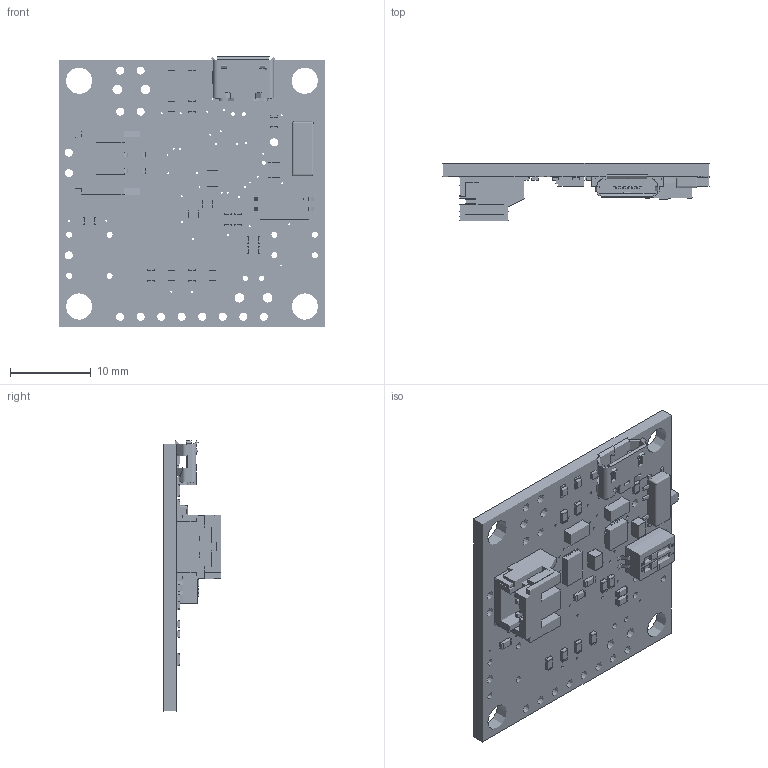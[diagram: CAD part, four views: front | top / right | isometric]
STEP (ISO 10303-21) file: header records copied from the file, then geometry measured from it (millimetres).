
FILE_DESCRIPTION(/* description */ ('STEP AP242','CAx-IF Rec.Pracs.---Representation and Presentation of Product Manufacturing Information (PMI)---4.0---2014-10-13','CAx-IF Rec.Pracs.---3D Tessellated Geometry---0.4---2014-09-14','2;1'),/* implementation_level */ '2;1');
FILE_NAME(/* name */ 'sparkfun-battery-babysitter - sparkfun-battery-babysitter',/* time_stamp */ '2024-06-19T08:55:51Z',/* author */ (''),/* organization */ (''),/* preprocessor_version */ 'ST-DEVELOPER v20',/* originating_system */ ' ',/* authorisation */ ' ');
FILE_SCHEMA (('AP242_MANAGED_MODEL_BASED_3D_ENGINEERING_MIM_LF { 1 0 10303 442 1 1 4 }'));
Length unit declared in the file: metre
Products named in the file (116): id2; id5; id8; id11; id14; id17; id20; id23; id26; id29; id32; id35; id38; id41; id44; id47; id50; id53; id56; id59; id62; id65; id68; id71; id74; id77; id80; id83; id86; id89; id92; id95; id98; id101; id104; id107; id110; id113; id116; id119 ...
Bounding box: 33.03 x 7.1 x 33.44 mm (x, y, z)
Surface area: 3693.1 mm2 (no closed solid volume)
Topology: 0 solids, 116 shells, 116 faces, 0 edges, 0 vertices
Faces by surface type: other 116
Entity records: 2667 total; most frequent: DIRECTION 232, SHAPE_REPRESENTATION_RELATIONSHIP 116, TESSELLATED_SHAPE_REPRESENTATION 116, COMPLEX_TRIANGULATED_FACE 116, COORDINATES_LIST 116, TESSELLATED_SHELL 116, SHAPE_DEFINITION_REPRESENTATION 116, SHAPE_REPRESENTATION 116
